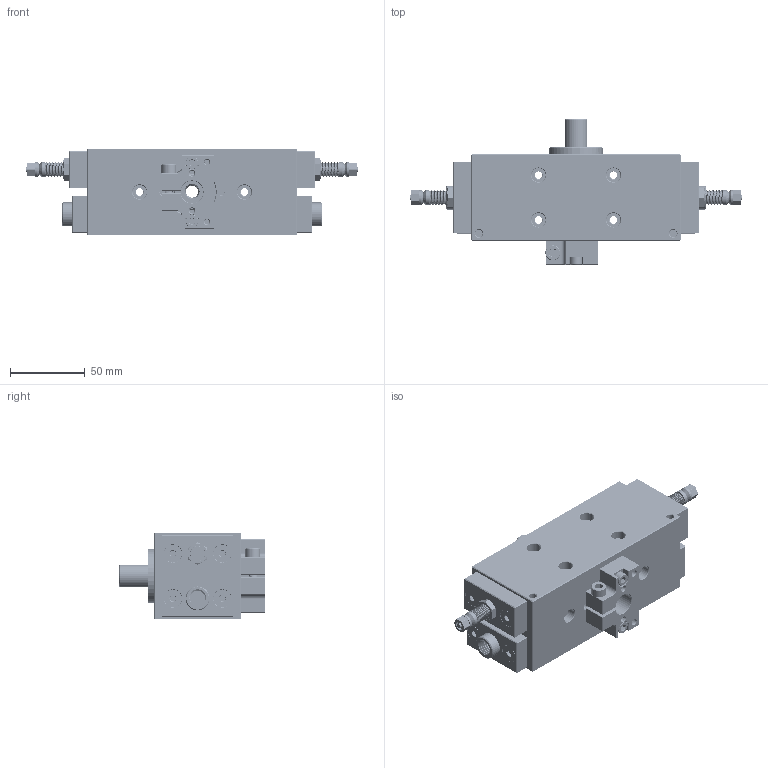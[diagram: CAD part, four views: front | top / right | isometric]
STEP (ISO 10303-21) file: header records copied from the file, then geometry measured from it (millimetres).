
FILE_DESCRIPTION(/* description */ (''),/* implementation_level */ '2;1');
FILE_NAME(/* name */ 'a751dac1-0fd4-4909-a581-7a3f63c104ed.stp',/* time_stamp */ '2022-10-25T19:46:19Z',/* author */ (''),/* organization */ (''),/* preprocessor_version */ 'ST-DEVELOPER v19.2',/* originating_system */ 'Autodesk Translation Framework v11.17.0.187',/* authorisation */ '');
FILE_SCHEMA (('AUTOMOTIVE_DESIGN { 1 0 10303 214 3 1 1 }'));
Products named in the file (13): ZD 20/360; Body_part_1; Body_part_2; Rod; AS 10/50; AS 10/50_1; Hex_nut_M10; Screw_M10; Body_part_3; Flat_head_screw_M6; Body_part_4; Socket_head_screw_M5; Socket_head_screw_M6
Assembly tree (20 placements, depth 3):
  ZD 20/360
    Body_part_1
    Body_part_2  x2
    Flat_head_screw_M6  x4
    Rod
    AS 10/50
      Hex_nut_M10
      Screw_M10
    AS 10/50_1
      Hex_nut_M10
      Screw_M10
    Body_part_3  x2
    Body_part_4
    Socket_head_screw_M5  x2
    Socket_head_screw_M6
Bounding box: 222 x 97.5 x 58 mm (x, y, z)
Volume: 533451.6 mm3; surface area: 109547.5 mm2
Topology: 22 solids, 22 shells, 2396 faces, 6497 edges, 4190 vertices
Faces by surface type: cylinder 1667, plane 448, cone 179, bspline 102
Full cylindrical faces by diameter (mm): 3 x2, 3.332 x36, 3.961 x58, 4.109 x15, 4.11 x5, 4.234 x44, 4.701 x88, 5 x66, 5.026 x32, 5.035 x110, 5.12 x22, 5.2 x2, 6 x123, 6.147 x57, 7.5 x2, 8.3 x1, 8.5 x2, 8.526 x18, 8.744 x32, 8.913 x4, 9.4 x12, 9.884 x60, 10 x5, 10.161 x6, 10.198 x24, 10.274 x18, 12 x8, 12.227 x18, 15 x1, 16 x2
Entity records: 137926 total; most frequent: CARTESIAN_POINT 99440, ORIENTED_EDGE 9364, DIRECTION 5754, EDGE_CURVE 4682, VERTEX_POINT 3034, B_SPLINE_CURVE_WITH_KNOTS 2569, AXIS2_PLACEMENT_3D 2046, EDGE_LOOP 1782
